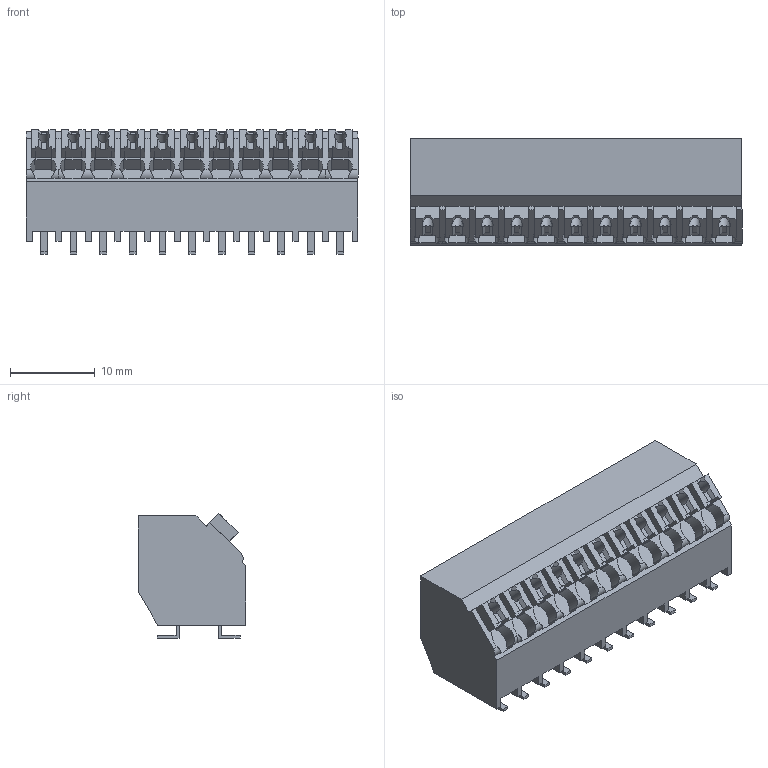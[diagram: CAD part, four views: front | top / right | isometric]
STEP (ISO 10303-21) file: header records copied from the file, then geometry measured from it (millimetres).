
FILE_DESCRIPTION(('CATIA V5 STEP Exchange','CAx-IF Rec.Pracs.--- Model Styling and Organization---1.2---2011-12-15'),'2;1');
FILE_NAME ('D1452209_0_1473420000_1473420000.stp','2018-03-24T16:08:25+00:00',('none'),('Weidmueller'),'CATIA Version 5-6 Release 2014','CATIA V5 STEP AP214','none');
FILE_SCHEMA(('AUTOMOTIVE_DESIGN { 1 0 10303 214 1 1 1 1 }'));
Length unit declared in the file: millimetre
Products named in the file (1): 1473420000
Bounding box: 39.2 x 12.7 x 14.71 mm (x, y, z)
Volume: 4447.8 mm3; surface area: 4440.5 mm2
Topology: 34 solids, 34 shells, 741 faces, 2131 edges, 1458 vertices
Faces by surface type: plane 682, cylinder 59
Entity records: 22162 total; most frequent: CARTESIAN_POINT 4473, ORIENTED_EDGE 4262, DIRECTION 2649, EDGE_CURVE 2131, VECTOR 1906, LINE 1906, VERTEX_POINT 1458, EDGE_LOOP 763
